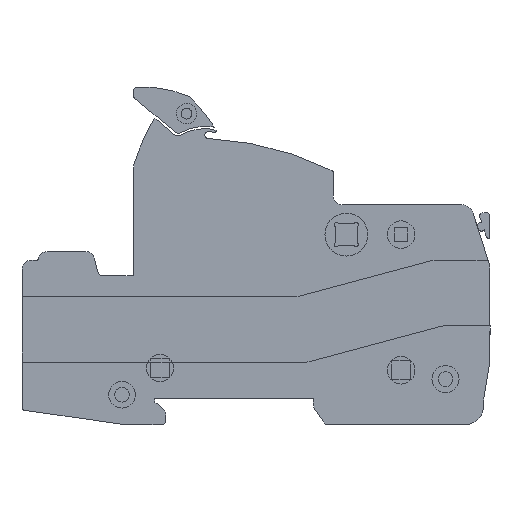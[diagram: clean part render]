
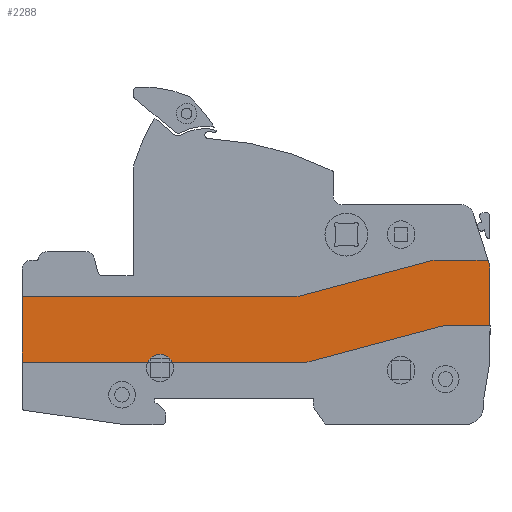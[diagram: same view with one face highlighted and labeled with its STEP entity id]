
A CAD part, left-side view. The second image highlights one B-rep face of the part: STEP entity #2288.
In plain terms, the highlighted planar face has unit normal (-1, 0, 0).
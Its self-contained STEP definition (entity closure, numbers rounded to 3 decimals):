
#2068=CARTESIAN_POINT('',(0.0,13.677,8.124));
#2069=VERTEX_POINT('',#2068);
#2076=CARTESIAN_POINT('',(0.0,19.284,8.124));
#2077=VERTEX_POINT('',#2076);
#2078=CARTESIAN_POINT('',(0.0,16.48,6.8));
#2079=DIRECTION('',(1.0,0.0,0.0));
#2080=DIRECTION('',(0.0,0.0,1.0));
#2081=AXIS2_PLACEMENT_3D('',#2078,#2079,#2080);
#2082=CIRCLE('',#2081,3.1);
#2083=EDGE_CURVE('',#2077,#2069,#2082,.T.);
#2126=CARTESIAN_POINT('',(0.0,47.5,8.124));
#2127=VERTEX_POINT('',#2126);
#2128=CARTESIAN_POINT('',(0.0,19.284,8.124));
#2129=DIRECTION('',(0.0,1.0,0.0));
#2130=VECTOR('',#2129,28.216);
#2131=LINE('',#2128,#2130);
#2132=EDGE_CURVE('',#2077,#2127,#2131,.T.);
#2150=CARTESIAN_POINT('',(0.0,-16.272,8.124));
#2151=VERTEX_POINT('',#2150);
#2158=CARTESIAN_POINT('',(0.0,-16.272,8.124));
#2159=DIRECTION('',(0.0,1.0,0.0));
#2160=VECTOR('',#2159,29.948);
#2161=LINE('',#2158,#2160);
#2162=EDGE_CURVE('',#2151,#2069,#2161,.T.);
#2171=CARTESIAN_POINT('',(0.,-5.272,17.841));
#2172=DIRECTION('',(-1.0,0.0,0.0));
#2173=DIRECTION('',(0.0,0.0,1.0));
#2174=AXIS2_PLACEMENT_3D('',#2171,#2172,#2173);
#2175=PLANE('',#2174);
#2176=ORIENTED_EDGE('',*,*,#2083,.T.);
#2177=ORIENTED_EDGE('',*,*,#2162,.F.);
#2178=CARTESIAN_POINT('',(0.0,-17.047,8.226));
#2179=VERTEX_POINT('',#2178);
#2180=CARTESIAN_POINT('',(0.0,-16.271,11.105));
#2181=DIRECTION('',(1.0,0.,0.));
#2182=DIRECTION('',(0.,-0.131,-0.991));
#2183=AXIS2_PLACEMENT_3D('',#2180,#2181,#2182);
#2184=CIRCLE('',#2183,2.982);
#2185=EDGE_CURVE('',#2179,#2151,#2184,.T.);
#2186=ORIENTED_EDGE('',*,*,#2185,.F.);
#2187=CARTESIAN_POINT('',(0.,-46.62,16.15));
#2188=VERTEX_POINT('',#2187);
#2189=CARTESIAN_POINT('',(0.,-46.62,16.15));
#2190=DIRECTION('',(0.,0.966,-0.259));
#2191=VECTOR('',#2190,30.617);
#2192=LINE('',#2189,#2191);
#2193=EDGE_CURVE('',#2188,#2179,#2192,.T.);
#2194=ORIENTED_EDGE('',*,*,#2193,.F.);
#2195=CARTESIAN_POINT('',(0.,-47.391,16.252));
#2196=VERTEX_POINT('',#2195);
#2197=CARTESIAN_POINT('',(0.0,-47.394,13.267));
#2198=DIRECTION('',(-1.0,0.,0.));
#2199=DIRECTION('',(0.,0.131,0.991));
#2200=AXIS2_PLACEMENT_3D('',#2197,#2198,#2199);
#2201=CIRCLE('',#2200,2.985);
#2202=EDGE_CURVE('',#2196,#2188,#2201,.T.);
#2203=ORIENTED_EDGE('',*,*,#2202,.F.);
#2204=CARTESIAN_POINT('',(0.,-57.75,16.252));
#2205=VERTEX_POINT('',#2204);
#2206=CARTESIAN_POINT('',(0.,-57.75,16.252));
#2207=DIRECTION('',(0.0,1.0,0.0));
#2208=VECTOR('',#2207,10.359);
#2209=LINE('',#2206,#2208);
#2210=EDGE_CURVE('',#2205,#2196,#2209,.T.);
#2211=ORIENTED_EDGE('',*,*,#2210,.F.);
#2212=CARTESIAN_POINT('',(0.,-57.75,29.001));
#2213=VERTEX_POINT('',#2212);
#2214=CARTESIAN_POINT('',(0.,-57.75,29.001));
#2215=DIRECTION('',(0.0,0.0,-1.0));
#2216=VECTOR('',#2215,12.749);
#2217=LINE('',#2214,#2216);
#2218=EDGE_CURVE('',#2213,#2205,#2217,.T.);
#2219=ORIENTED_EDGE('',*,*,#2218,.F.);
#2220=CARTESIAN_POINT('',(0.,-57.511,30.527));
#2221=VERTEX_POINT('',#2220);
#2222=CARTESIAN_POINT('',(0.,-52.756,29.));
#2223=DIRECTION('',(1.0,0.,0.));
#2224=DIRECTION('',(0.,-0.988,0.155));
#2225=AXIS2_PLACEMENT_3D('',#2222,#2223,#2224);
#2226=CIRCLE('',#2225,4.994);
#2227=EDGE_CURVE('',#2221,#2213,#2226,.T.);
#2228=ORIENTED_EDGE('',*,*,#2227,.F.);
#2229=CARTESIAN_POINT('',(0.,-57.342,31.052));
#2230=VERTEX_POINT('',#2229);
#2231=CARTESIAN_POINT('',(0.,-57.342,31.052));
#2232=DIRECTION('',(0.,-0.305,-0.952));
#2233=VECTOR('',#2232,0.551);
#2234=LINE('',#2231,#2233);
#2235=EDGE_CURVE('',#2230,#2221,#2234,.T.);
#2236=ORIENTED_EDGE('',*,*,#2235,.F.);
#2237=CARTESIAN_POINT('',(0.,-45.448,31.052));
#2238=VERTEX_POINT('',#2237);
#2239=CARTESIAN_POINT('',(0.,-45.448,31.052));
#2240=DIRECTION('',(0.0,-1.0,0.0));
#2241=VECTOR('',#2240,11.895);
#2242=LINE('',#2239,#2241);
#2243=EDGE_CURVE('',#2238,#2230,#2242,.T.);
#2244=ORIENTED_EDGE('',*,*,#2243,.F.);
#2245=CARTESIAN_POINT('',(0.,-44.665,30.948));
#2246=VERTEX_POINT('',#2245);
#2247=CARTESIAN_POINT('',(0.,-45.449,28.034));
#2248=DIRECTION('',(1.0,0.,0.));
#2249=DIRECTION('',(0.,0.131,0.991));
#2250=AXIS2_PLACEMENT_3D('',#2247,#2248,#2249);
#2251=CIRCLE('',#2250,3.018);
#2252=EDGE_CURVE('',#2246,#2238,#2251,.T.);
#2253=ORIENTED_EDGE('',*,*,#2252,.F.);
#2254=CARTESIAN_POINT('',(0.,-15.098,23.026));
#2255=VERTEX_POINT('',#2254);
#2256=CARTESIAN_POINT('',(0.,-15.098,23.026));
#2257=DIRECTION('',(0.,-0.966,0.259));
#2258=VECTOR('',#2257,30.61);
#2259=LINE('',#2256,#2258);
#2260=EDGE_CURVE('',#2255,#2246,#2259,.T.);
#2261=ORIENTED_EDGE('',*,*,#2260,.F.);
#2262=CARTESIAN_POINT('',(0.,-14.328,22.924));
#2263=VERTEX_POINT('',#2262);
#2264=CARTESIAN_POINT('',(0.,-14.325,25.905));
#2265=DIRECTION('',(-1.0,0.,0.));
#2266=DIRECTION('',(0.,-0.131,-0.991));
#2267=AXIS2_PLACEMENT_3D('',#2264,#2265,#2266);
#2268=CIRCLE('',#2267,2.981);
#2269=EDGE_CURVE('',#2263,#2255,#2268,.T.);
#2270=ORIENTED_EDGE('',*,*,#2269,.F.);
#2271=CARTESIAN_POINT('',(0.,47.5,22.924));
#2272=VERTEX_POINT('',#2271);
#2273=CARTESIAN_POINT('',(0.,47.5,22.924));
#2274=DIRECTION('',(0.0,-1.0,0.0));
#2275=VECTOR('',#2274,61.829);
#2276=LINE('',#2273,#2275);
#2277=EDGE_CURVE('',#2272,#2263,#2276,.T.);
#2278=ORIENTED_EDGE('',*,*,#2277,.F.);
#2279=CARTESIAN_POINT('',(0.,47.5,8.124));
#2280=DIRECTION('',(0.0,0.0,1.0));
#2281=VECTOR('',#2280,14.8);
#2282=LINE('',#2279,#2281);
#2283=EDGE_CURVE('',#2127,#2272,#2282,.T.);
#2284=ORIENTED_EDGE('',*,*,#2283,.F.);
#2285=ORIENTED_EDGE('',*,*,#2132,.F.);
#2286=EDGE_LOOP('',(#2176,#2177,#2186,#2194,#2203,#2211,#2219,#2228,#2236,#2244,#2253,#2261,#2270,#2278,#2284,#2285));
#2287=FACE_OUTER_BOUND('',#2286,.T.);
#2288=ADVANCED_FACE('',(#2287),#2175,.T.);
